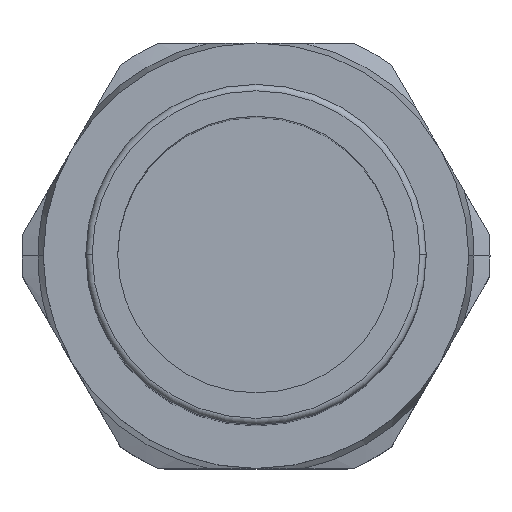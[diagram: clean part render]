
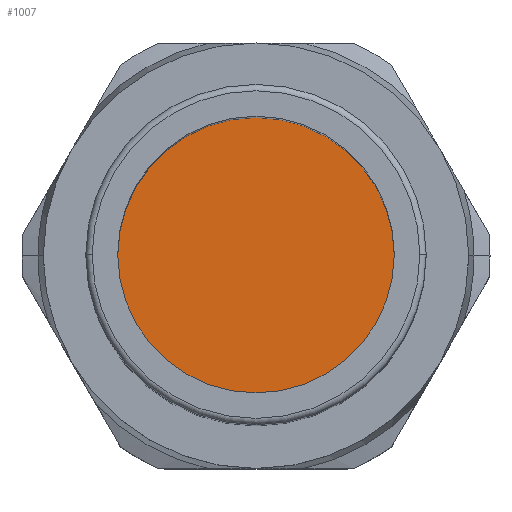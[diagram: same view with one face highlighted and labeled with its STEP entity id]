
A CAD part, top view. The second image highlights one B-rep face of the part: STEP entity #1007.
In plain terms, the highlighted planar face has unit normal (0, 0, 1).
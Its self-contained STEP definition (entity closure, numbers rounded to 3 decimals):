
#292=CARTESIAN_POINT('',(6.5,0.0,-8.6));
#293=VERTEX_POINT('',#292);
#302=CARTESIAN_POINT('',(-6.5,0.,-8.6));
#303=VERTEX_POINT('',#302);
#304=CARTESIAN_POINT('',(0.,0.0,-8.6));
#305=DIRECTION('',(0.0,0.0,1.0));
#306=DIRECTION('',(1.0,0.0,0.0));
#307=AXIS2_PLACEMENT_3D('',#304,#305,#306);
#308=CIRCLE('',#307,6.5);
#309=EDGE_CURVE('',#303,#293,#308,.T.);
#992=CARTESIAN_POINT('',(-5.,0.,-8.6));
#993=DIRECTION('',(0.0,0.0,1.0));
#994=DIRECTION('',(1.0,0.0,0.0));
#995=AXIS2_PLACEMENT_3D('',#992,#993,#994);
#996=PLANE('',#995);
#997=CARTESIAN_POINT('',(0.,0.0,-8.6));
#998=DIRECTION('',(0.0,0.0,1.0));
#999=DIRECTION('',(1.0,0.0,0.0));
#1000=AXIS2_PLACEMENT_3D('',#997,#998,#999);
#1001=CIRCLE('',#1000,6.5);
#1002=EDGE_CURVE('',#293,#303,#1001,.T.);
#1003=ORIENTED_EDGE('',*,*,#1002,.T.);
#1004=ORIENTED_EDGE('',*,*,#309,.T.);
#1005=EDGE_LOOP('',(#1003,#1004));
#1006=FACE_OUTER_BOUND('',#1005,.T.);
#1007=ADVANCED_FACE('',(#1006),#996,.T.);
